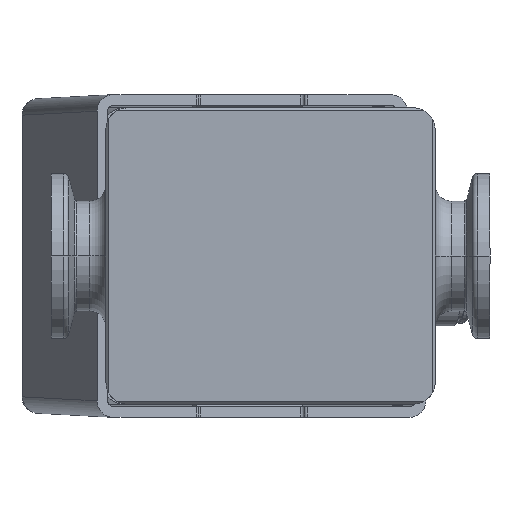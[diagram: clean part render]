
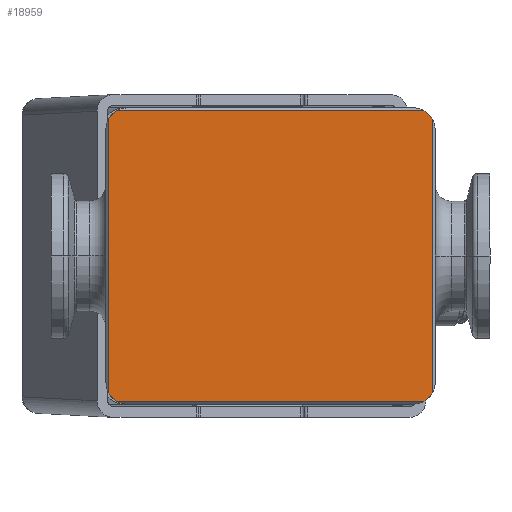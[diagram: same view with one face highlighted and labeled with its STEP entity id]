
A CAD part, front view. The second image highlights one B-rep face of the part: STEP entity #18959.
In plain terms, the highlighted planar face has unit normal (0, -1, 0).
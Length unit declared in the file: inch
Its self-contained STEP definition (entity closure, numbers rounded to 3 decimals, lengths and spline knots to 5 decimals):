
#475 = EDGE_CURVE ( 'NONE', #34406, #20571, #9220, .T. ) ;
#744 = DIRECTION ( 'NONE',  ( 0., -1., 0. ) ) ;
#983 = ORIENTED_EDGE ( 'NONE', *, *, #475, .T. ) ;
#1420 = DIRECTION ( 'NONE',  ( 0., -1., 0. ) ) ;
#1458 = CARTESIAN_POINT ( 'NONE',  ( -1.02362, -0.66929, 0.90551 ) ) ;
#1880 = DIRECTION ( 'NONE',  ( 0., 0., 1. ) ) ;
#2172 = ORIENTED_EDGE ( 'NONE', *, *, #35585, .T. ) ;
#2262 = EDGE_CURVE ( 'NONE', #3085, #34406, #23364, .T. ) ;
#2367 = LINE ( 'NONE', #30516, #13218 ) ;
#2920 = CARTESIAN_POINT ( 'NONE',  ( 1.09986, -0.66929, -1.04331 ) ) ;
#3085 = VERTEX_POINT ( 'NONE', #6474 ) ;
#3206 = DIRECTION ( 'NONE',  ( 0., -1., 0. ) ) ;
#3955 = CARTESIAN_POINT ( 'NONE',  ( -1.16142, -0.66929, 0.98175 ) ) ;
#4678 = ORIENTED_EDGE ( 'NONE', *, *, #25754, .T. ) ;
#4696 = CARTESIAN_POINT ( 'NONE',  ( -1.02362, -0.66929, -0.90551 ) ) ;
#6474 = CARTESIAN_POINT ( 'NONE',  ( -1.16142, -0.66929, -0.98175 ) ) ;
#6787 = LINE ( 'NONE', #18082, #28927 ) ;
#7197 = DIRECTION ( 'NONE',  ( -1., 0., 0. ) ) ;
#7495 = VECTOR ( 'NONE', #35892, 39.37008 ) ;
#7722 = EDGE_CURVE ( 'NONE', #35873, #14911, #13310, .T. ) ;
#8298 = CIRCLE ( 'NONE', #28624, 0.15748 ) ;
#8640 = VERTEX_POINT ( 'NONE', #3955 ) ;
#9220 = LINE ( 'NONE', #23580, #18053 ) ;
#9271 = AXIS2_PLACEMENT_3D ( 'NONE', #16515, #3206, #24840 ) ;
#9402 = PLANE ( 'NONE',  #29753 ) ;
#9589 = CARTESIAN_POINT ( 'NONE',  ( 1.1811, -0.66929, 1.06299 ) ) ;
#9857 = DIRECTION ( 'NONE',  ( 0., -1., 0. ) ) ;
#11828 = DIRECTION ( 'NONE',  ( -1., 0., 0. ) ) ;
#12850 = CARTESIAN_POINT ( 'NONE',  ( -1.09986, -0.66929, -1.04331 ) ) ;
#13218 = VECTOR ( 'NONE', #16380, 39.37008 ) ;
#13310 = CIRCLE ( 'NONE', #34779, 0.15748 ) ;
#13573 = CARTESIAN_POINT ( 'NONE',  ( 1.1811, -0.66929, 1.04331 ) ) ;
#13918 = LINE ( 'NONE', #13573, #7495 ) ;
#14911 = VERTEX_POINT ( 'NONE', #23654 ) ;
#15676 = CARTESIAN_POINT ( 'NONE',  ( 1.02362, -0.66929, 0.90551 ) ) ;
#16380 = DIRECTION ( 'NONE',  ( 0., 0., -1. ) ) ;
#16515 = CARTESIAN_POINT ( 'NONE',  ( 1.02362, -0.66929, -0.90551 ) ) ;
#18053 = VECTOR ( 'NONE', #34315, 39.37008 ) ;
#18082 = CARTESIAN_POINT ( 'NONE',  ( 1.16142, -0.66929, 1.06299 ) ) ;
#18959 = ADVANCED_FACE ( 'NONE', ( #31915 ), #9402, .F. ) ;
#20544 = CARTESIAN_POINT ( 'NONE',  ( 1.16142, -0.66929, -0.98175 ) ) ;
#20571 = VERTEX_POINT ( 'NONE', #2920 ) ;
#20962 = DIRECTION ( 'NONE',  ( -1., 0., 0. ) ) ;
#21106 = VERTEX_POINT ( 'NONE', #20544 ) ;
#21614 = DIRECTION ( 'NONE',  ( -1., 0., 0. ) ) ;
#22618 = EDGE_CURVE ( 'NONE', #21106, #35873, #6787, .T. ) ;
#23285 = ORIENTED_EDGE ( 'NONE', *, *, #33218, .T. ) ;
#23364 = CIRCLE ( 'NONE', #24609, 0.15748 ) ;
#23580 = CARTESIAN_POINT ( 'NONE',  ( 1.1811, -0.66929, -1.04331 ) ) ;
#23654 = CARTESIAN_POINT ( 'NONE',  ( 1.09986, -0.66929, 1.04331 ) ) ;
#24338 = ORIENTED_EDGE ( 'NONE', *, *, #7722, .T. ) ;
#24371 = CIRCLE ( 'NONE', #9271, 0.15748 ) ;
#24609 = AXIS2_PLACEMENT_3D ( 'NONE', #4696, #1420, #21614 ) ;
#24840 = DIRECTION ( 'NONE',  ( -1., 0., 0. ) ) ;
#25232 = ORIENTED_EDGE ( 'NONE', *, *, #28482, .T. ) ;
#25754 = EDGE_CURVE ( 'NONE', #20571, #21106, #24371, .T. ) ;
#26781 = VERTEX_POINT ( 'NONE', #30026 ) ;
#27556 = ORIENTED_EDGE ( 'NONE', *, *, #22618, .T. ) ;
#28482 = EDGE_CURVE ( 'NONE', #8640, #3085, #2367, .T. ) ;
#28624 = AXIS2_PLACEMENT_3D ( 'NONE', #1458, #744, #11828 ) ;
#28927 = VECTOR ( 'NONE', #1880, 39.37008 ) ;
#29591 = ORIENTED_EDGE ( 'NONE', *, *, #2262, .T. ) ;
#29753 = AXIS2_PLACEMENT_3D ( 'NONE', #9589, #32092, #7197 ) ;
#30026 = CARTESIAN_POINT ( 'NONE',  ( -1.09986, -0.66929, 1.04331 ) ) ;
#30516 = CARTESIAN_POINT ( 'NONE',  ( -1.16142, -0.66929, 1.06299 ) ) ;
#31838 = EDGE_LOOP ( 'NONE', ( #983, #4678, #27556, #24338, #2172, #23285, #25232, #29591 ) ) ;
#31915 = FACE_OUTER_BOUND ( 'NONE', #31838, .T. ) ;
#32092 = DIRECTION ( 'NONE',  ( 0., 1., 0. ) ) ;
#33218 = EDGE_CURVE ( 'NONE', #26781, #8640, #8298, .T. ) ;
#34315 = DIRECTION ( 'NONE',  ( 1., 0., 0. ) ) ;
#34406 = VERTEX_POINT ( 'NONE', #12850 ) ;
#34566 = CARTESIAN_POINT ( 'NONE',  ( 1.16142, -0.66929, 0.98175 ) ) ;
#34779 = AXIS2_PLACEMENT_3D ( 'NONE', #15676, #9857, #20962 ) ;
#35585 = EDGE_CURVE ( 'NONE', #14911, #26781, #13918, .T. ) ;
#35873 = VERTEX_POINT ( 'NONE', #34566 ) ;
#35892 = DIRECTION ( 'NONE',  ( -1., 0., 0. ) ) ;
